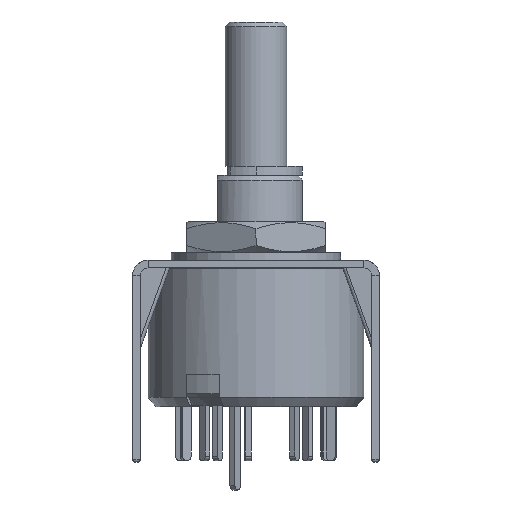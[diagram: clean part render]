
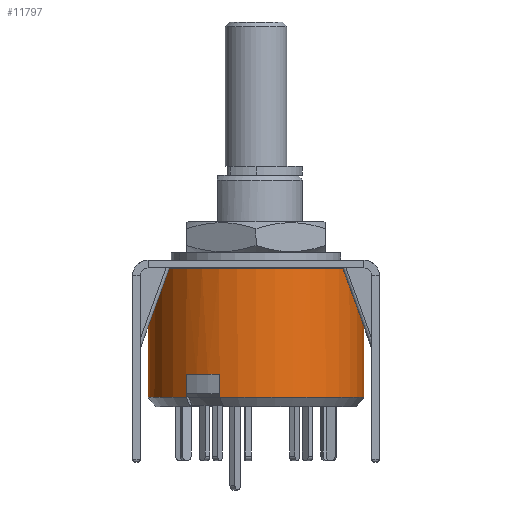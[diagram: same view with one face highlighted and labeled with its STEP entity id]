
A CAD part, front view. The second image highlights one B-rep face of the part: STEP entity #11797.
In plain terms, the highlighted cylindrical face has radius 7 mm (diameter 14 mm), a partial arc.
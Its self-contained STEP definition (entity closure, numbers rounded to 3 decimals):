
#344 = CIRCLE ( 'NONE', #1294, 7. ) ;
#588 = AXIS2_PLACEMENT_3D ( 'NONE', #1872, #4486, #3157 ) ;
#675 = ORIENTED_EDGE ( 'NONE', *, *, #11401, .T. ) ;
#1144 = VERTEX_POINT ( 'NONE', #7546 ) ;
#1243 = DIRECTION ( 'NONE',  ( 0., 0., -1. ) ) ;
#1294 = AXIS2_PLACEMENT_3D ( 'NONE', #8679, #5971, #14897 ) ;
#1637 = LINE ( 'NONE', #10127, #12560 ) ;
#1872 = CARTESIAN_POINT ( 'NONE',  ( 0., 0., -5.9 ) ) ;
#2744 = CARTESIAN_POINT ( 'NONE',  ( -7., 0., 9. ) ) ;
#2908 = AXIS2_PLACEMENT_3D ( 'NONE', #14513, #8131, #14361 ) ;
#3001 = CARTESIAN_POINT ( 'NONE',  ( -2.361, -6.59, -5.9 ) ) ;
#3157 = DIRECTION ( 'NONE',  ( -1., 0., 0. ) ) ;
#3314 = DIRECTION ( 'NONE',  ( 0., 0., -1. ) ) ;
#3415 = ORIENTED_EDGE ( 'NONE', *, *, #15407, .F. ) ;
#3418 = VERTEX_POINT ( 'NONE', #12628 ) ;
#3519 = VECTOR ( 'NONE', #15883, 1000. ) ;
#3995 = EDGE_CURVE ( 'NONE', #3418, #10972, #12766, .T. ) ;
#4176 = VERTEX_POINT ( 'NONE', #8284 ) ;
#4393 = LINE ( 'NONE', #10881, #13322 ) ;
#4486 = DIRECTION ( 'NONE',  ( 0., 0., 1. ) ) ;
#4751 = EDGE_CURVE ( 'NONE', #12541, #8906, #5767, .T. ) ;
#4964 = EDGE_CURVE ( 'NONE', #4176, #10972, #11408, .T. ) ;
#5767 = CIRCLE ( 'NONE', #588, 7. ) ;
#5915 = AXIS2_PLACEMENT_3D ( 'NONE', #13847, #1243, #6228 ) ;
#5971 = DIRECTION ( 'NONE',  ( 0., 0., -1. ) ) ;
#6228 = DIRECTION ( 'NONE',  ( -1., 0., 0. ) ) ;
#6474 = FACE_OUTER_BOUND ( 'NONE', #16484, .T. ) ;
#6725 = DIRECTION ( 'NONE',  ( 1., 0., 0. ) ) ;
#6893 = CARTESIAN_POINT ( 'NONE',  ( 0., 0., -7.4 ) ) ;
#7043 = ORIENTED_EDGE ( 'NONE', *, *, #11288, .F. ) ;
#7393 = DIRECTION ( 'NONE',  ( 0., 0., -1. ) ) ;
#7546 = CARTESIAN_POINT ( 'NONE',  ( -2.361, -6.59, -7.4 ) ) ;
#7715 = EDGE_CURVE ( 'NONE', #16095, #3418, #13513, .T. ) ;
#7818 = VERTEX_POINT ( 'NONE', #12276 ) ;
#7939 = DIRECTION ( 'NONE',  ( 0., 0., -1. ) ) ;
#8131 = DIRECTION ( 'NONE',  ( 0., 0., -1. ) ) ;
#8284 = CARTESIAN_POINT ( 'NONE',  ( -4.526, -5.34, -7.4 ) ) ;
#8679 = CARTESIAN_POINT ( 'NONE',  ( 0., 0., -7.4 ) ) ;
#8906 = VERTEX_POINT ( 'NONE', #3001 ) ;
#10127 = CARTESIAN_POINT ( 'NONE',  ( 7., 0., 9. ) ) ;
#10881 = CARTESIAN_POINT ( 'NONE',  ( -2.361, -6.59, 9. ) ) ;
#10972 = VERTEX_POINT ( 'NONE', #11187 ) ;
#11075 = LINE ( 'NONE', #14587, #3519 ) ;
#11187 = CARTESIAN_POINT ( 'NONE',  ( -7., 0., -7.4 ) ) ;
#11288 = EDGE_CURVE ( 'NONE', #7818, #1144, #344, .T. ) ;
#11319 = ORIENTED_EDGE ( 'NONE', *, *, #7715, .T. ) ;
#11401 = EDGE_CURVE ( 'NONE', #4176, #12541, #11075, .T. ) ;
#11408 = CIRCLE ( 'NONE', #12507, 7. ) ;
#11573 = DIRECTION ( 'NONE',  ( 0., 0., -1. ) ) ;
#11797 = ADVANCED_FACE ( 'NONE', ( #6474 ), #16256, .T. ) ;
#12158 = ORIENTED_EDGE ( 'NONE', *, *, #4964, .F. ) ;
#12276 = CARTESIAN_POINT ( 'NONE',  ( 7., 0., -7.4 ) ) ;
#12507 = AXIS2_PLACEMENT_3D ( 'NONE', #6893, #7939, #6725 ) ;
#12541 = VERTEX_POINT ( 'NONE', #13520 ) ;
#12560 = VECTOR ( 'NONE', #7393, 1000. ) ;
#12628 = CARTESIAN_POINT ( 'NONE',  ( -7., 0., 0.95 ) ) ;
#12766 = LINE ( 'NONE', #2744, #13345 ) ;
#13041 = ORIENTED_EDGE ( 'NONE', *, *, #4751, .T. ) ;
#13322 = VECTOR ( 'NONE', #3314, 1000. ) ;
#13345 = VECTOR ( 'NONE', #11573, 1000. ) ;
#13513 = CIRCLE ( 'NONE', #5915, 7. ) ;
#13520 = CARTESIAN_POINT ( 'NONE',  ( -4.526, -5.34, -5.9 ) ) ;
#13847 = CARTESIAN_POINT ( 'NONE',  ( 0., 0., 0.95 ) ) ;
#13927 = ORIENTED_EDGE ( 'NONE', *, *, #15861, .T. ) ;
#14361 = DIRECTION ( 'NONE',  ( -1., 0., 0. ) ) ;
#14513 = CARTESIAN_POINT ( 'NONE',  ( 0., 0., 9. ) ) ;
#14587 = CARTESIAN_POINT ( 'NONE',  ( -4.526, -5.34, 9. ) ) ;
#14897 = DIRECTION ( 'NONE',  ( 1., 0., 0. ) ) ;
#15407 = EDGE_CURVE ( 'NONE', #16095, #7818, #1637, .T. ) ;
#15749 = CARTESIAN_POINT ( 'NONE',  ( 7., 0., 0.95 ) ) ;
#15861 = EDGE_CURVE ( 'NONE', #8906, #1144, #4393, .T. ) ;
#15883 = DIRECTION ( 'NONE',  ( 0., 0., 1. ) ) ;
#15946 = ORIENTED_EDGE ( 'NONE', *, *, #3995, .T. ) ;
#16095 = VERTEX_POINT ( 'NONE', #15749 ) ;
#16256 = CYLINDRICAL_SURFACE ( 'NONE', #2908, 7. ) ;
#16484 = EDGE_LOOP ( 'NONE', ( #3415, #11319, #15946, #12158, #675, #13041, #13927, #7043 ) ) ;
